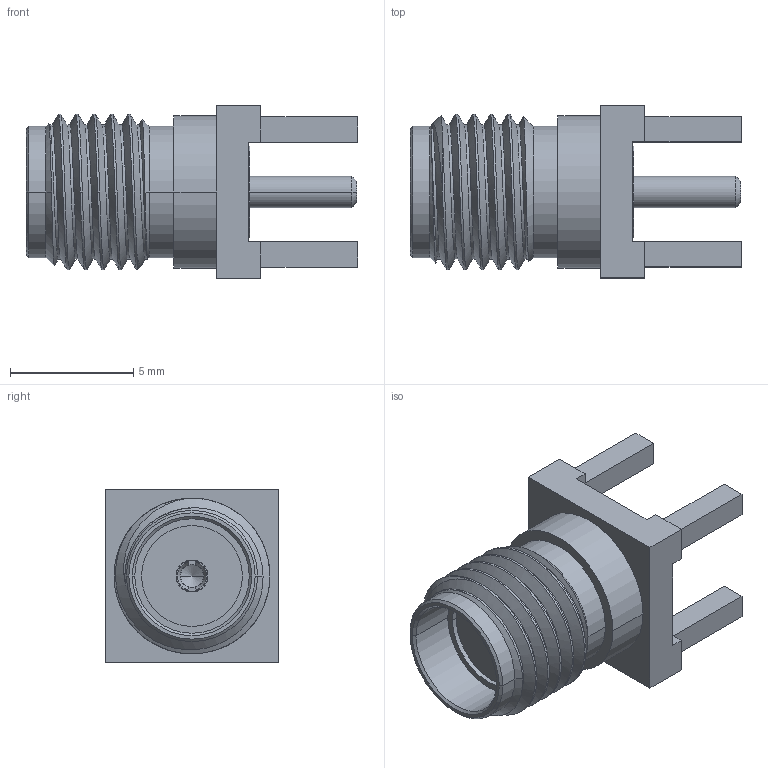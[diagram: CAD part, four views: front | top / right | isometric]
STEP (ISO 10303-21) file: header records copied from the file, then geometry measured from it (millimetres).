
FILE_DESCRIPTION((''),'2;1');
FILE_NAME('901-144-8RFX_ORIGINAL_SW0002','2016-12-23T',('Anand'),(''),'PRO/ENGINEER BY PARAMETRIC TECHNOLOGY CORPORATION, 2014440','PRO/ENGINEER BY PARAMETRIC TECHNOLOGY CORPORATION, 2014440','');
FILE_SCHEMA(('CONFIG_CONTROL_DESIGN'));
Length unit declared in the file: millimetre
Products named in the file (1): 901-144-8RFX_ORIGINAL_SW0002
Bounding box: 13.47 x 7 x 7 mm (x, y, z)
Surface area: 540.7 mm2 (no closed solid volume)
Topology: 0 solids, 6 shells, 97 faces, 256 edges, 167 vertices
Faces by surface type: plane 45, cylinder 24, cone 22, bspline 6
Entity records: 5471 total; most frequent: CARTESIAN_POINT 3072, ORIENTED_EDGE 480, DIRECTION 478, EDGE_CURVE 254, VERTEX_POINT 167, AXIS2_PLACEMENT_3D 166, VECTOR 146, LINE 146
